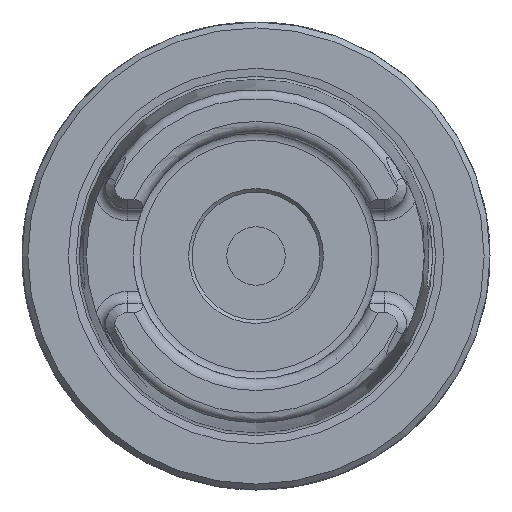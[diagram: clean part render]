
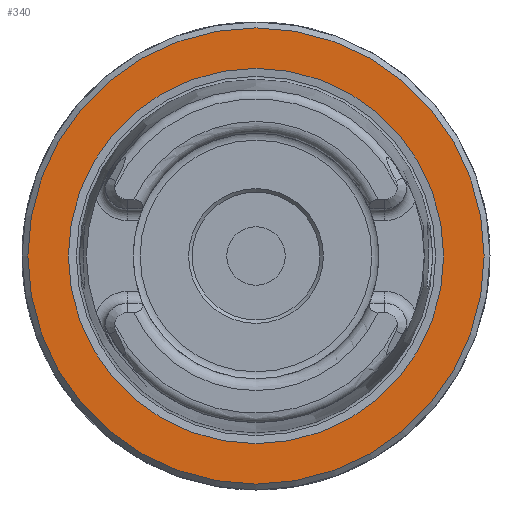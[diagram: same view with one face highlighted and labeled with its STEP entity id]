
A CAD part, left-side view. The second image highlights one B-rep face of the part: STEP entity #340.
In plain terms, the highlighted planar face has unit normal (-1, 0, 0).
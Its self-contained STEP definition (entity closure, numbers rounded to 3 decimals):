
#340 = ADVANCED_FACE( '', ( #775, #776 ), #777, .T. );
#775 = FACE_BOUND( '', #1324, .T. );
#776 = FACE_OUTER_BOUND( '', #1325, .T. );
#777 = PLANE( '', #1326 );
#1324 = EDGE_LOOP( '', ( #2309 ) );
#1325 = EDGE_LOOP( '', ( #2310 ) );
#1326 = AXIS2_PLACEMENT_3D( '', #2311, #2312, #2313 );
#2309 = ORIENTED_EDGE( '', *, *, #3261, .T. );
#2310 = ORIENTED_EDGE( '', *, *, #3262, .F. );
#2311 = CARTESIAN_POINT( '', ( 0., 0., -16.04 ) );
#2312 = DIRECTION( '', ( -1., 0., 0. ) );
#2313 = DIRECTION( '', ( 0., 0., 1. ) );
#3261 = EDGE_CURVE( '', #4004, #4004, #4005, .T. );
#3262 = EDGE_CURVE( '', #4006, #4006, #4007, .T. );
#4004 = VERTEX_POINT( '', #6046 );
#4005 = CIRCLE( '', #6047, 16.04 );
#4006 = VERTEX_POINT( '', #6048 );
#4007 = CIRCLE( '', #6049, 19.5 );
#6046 = CARTESIAN_POINT( '', ( 0., 0., -16.04 ) );
#6047 = AXIS2_PLACEMENT_3D( '', #6737, #6738, #6739 );
#6048 = CARTESIAN_POINT( '', ( 0., 0., -19.5 ) );
#6049 = AXIS2_PLACEMENT_3D( '', #6740, #6741, #6742 );
#6737 = CARTESIAN_POINT( '', ( 0., 0., 0. ) );
#6738 = DIRECTION( '', ( 1., 0., 0. ) );
#6739 = DIRECTION( '', ( 0., 0., -1. ) );
#6740 = CARTESIAN_POINT( '', ( 0., 0., 0. ) );
#6741 = DIRECTION( '', ( 1., 0., 0. ) );
#6742 = DIRECTION( '', ( 0., 0., -1. ) );
